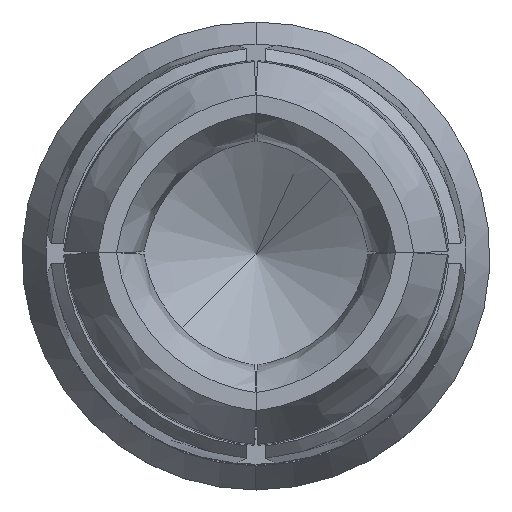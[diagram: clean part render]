
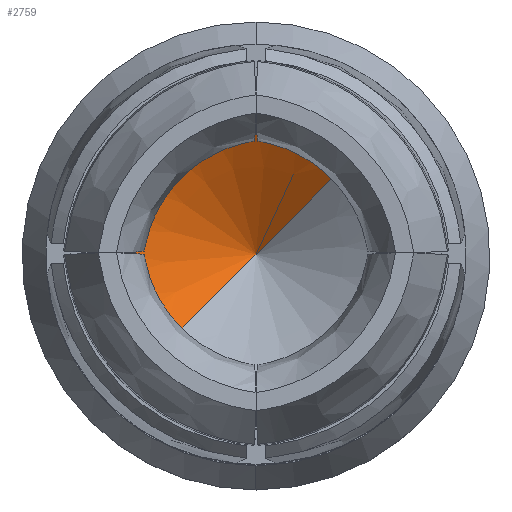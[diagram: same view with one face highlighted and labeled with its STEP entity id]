
A CAD part, top view. The second image highlights one B-rep face of the part: STEP entity #2759.
In plain terms, the highlighted conical face has half-angle 59 degrees and reference radius 0.552 mm.
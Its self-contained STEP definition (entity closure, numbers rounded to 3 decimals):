
#23=DIRECTION('',(-0.606,-0.606,-0.515));
#24=VECTOR('',#23,1.289);
#25=CARTESIAN_POINT('',(0.781,0.781,0.1));
#26=LINE('',#25,#24);
#27=DIRECTION('',(0.606,0.606,-0.515));
#28=VECTOR('',#27,1.289);
#29=CARTESIAN_POINT('',(-0.781,-0.781,
0.1));
#30=LINE('',#29,#28);
#31=CARTESIAN_POINT('',(0.,0.,0.1));
#32=DIRECTION('',(0.,0.,1.));
#33=DIRECTION('',(-1.,0.,0.));
#34=AXIS2_PLACEMENT_3D('',#31,#32,#33);
#63=CARTESIAN_POINT('',(0.,0.,0.1));
#64=DIRECTION('',(0.,0.,1.));
#65=DIRECTION('',(0.707,0.707,0.));
#66=AXIS2_PLACEMENT_3D('',#63,#64,#65);
#68=CARTESIAN_POINT('',(0.,0.,0.1));
#69=DIRECTION('',(0.,0.,1.));
#70=DIRECTION('',(0.,1.,0.));
#71=AXIS2_PLACEMENT_3D('',#68,#69,#70);
#2556=CARTESIAN_POINT('',(0.,1.105,0.1));
#2557=VERTEX_POINT('',#2556);
#2562=CARTESIAN_POINT('',(-1.105,0.,0.1));
#2563=VERTEX_POINT('',#2562);
#2580=CARTESIAN_POINT('',(0.781,0.781,
0.1));
#2581=CARTESIAN_POINT('',(0.,0.,-0.564));
#2582=VERTEX_POINT('',#2580);
#2583=VERTEX_POINT('',#2581);
#2584=CARTESIAN_POINT('',(-0.781,-0.781,
0.1));
#2585=VERTEX_POINT('',#2584);
#2744=CARTESIAN_POINT('',(0.,0.,-0.232));
#2745=DIRECTION('',(0.,0.,1.));
#2746=DIRECTION('',(0.707,0.707,0.));
#2747=AXIS2_PLACEMENT_3D('',#2744,#2745,#2746);
#2748=CONICAL_SURFACE('',#2747,0.553,59.);
#2749=ORIENTED_EDGE('',*,*,#2731,.T.);
#2750=ORIENTED_EDGE('',*,*,#2739,.F.);
#2752=ORIENTED_EDGE('',*,*,#2751,.F.);
#2754=ORIENTED_EDGE('',*,*,#2753,.F.);
#2756=ORIENTED_EDGE('',*,*,#2755,.F.);
#2757=EDGE_LOOP('',(#2749,#2750,#2752,#2754,#2756));
#2758=FACE_OUTER_BOUND('',#2757,.F.);
#35=CIRCLE('',#34,1.105);
#67=CIRCLE('',#66,1.105);
#72=CIRCLE('',#71,1.105);
#2731=EDGE_CURVE('',#2582,#2583,#26,.T.);
#2739=EDGE_CURVE('',#2585,#2583,#30,.T.);
#2751=EDGE_CURVE('',#2563,#2585,#35,.T.);
#2753=EDGE_CURVE('',#2557,#2563,#72,.T.);
#2755=EDGE_CURVE('',#2582,#2557,#67,.T.);
#2759=ADVANCED_FACE('',(#2758),#2748,.F.);
